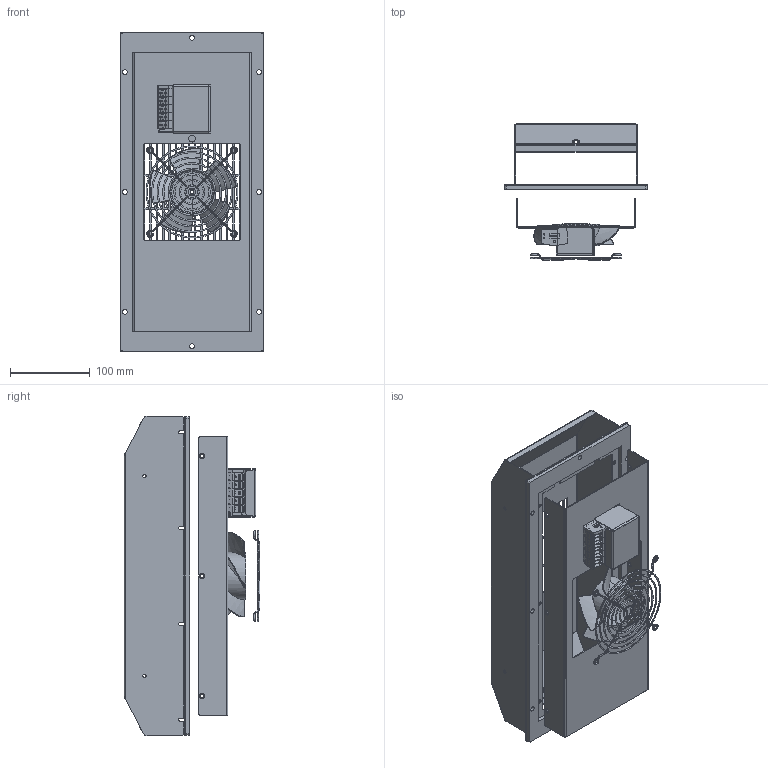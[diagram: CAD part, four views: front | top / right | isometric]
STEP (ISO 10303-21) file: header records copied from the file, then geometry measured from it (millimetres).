
FILE_DESCRIPTION((''),'2;1');
FILE_NAME('TG3200-2023_ASM_1_ASM','2024-02-07T13:59:02',('alexcam'),(''),'CREO PARAMETRIC BY PTC INC, 2023294','CREO PARAMETRIC BY PTC INC, 2023294','');
FILE_SCHEMA(('AUTOMOTIVE_DESIGN { 1 0 10303 214 1 1 1 1 }'));
Products named in the file (18): TG3200_AMBIENT_BASE_SEAL2_1; TG3200_NEWASSY_AMB_INS_1; TG3200_AMB_HS_ASSY_ASM_1_ASM; 4114NXHHU_HOUSING_1; 4114NXHHU_IMPELLER_1; 4114NXHHU_ASM_1_ASM; FINGER_GUARD_119X119_AXIAL_FAN_; TG3200_INT_HS_ASSY_ASM_1_ASM; TG3200_INTERNAL_DEFLECTOR_1; TG3200_WIRE_COVER_1; SUPU_MINI-TERMINAL_BLOCK_254_1; SUPU_END_PLATE_254SERIES_1; SUPU_254_MINI-TERMINAL_BLOCK_5P_ASM; TG3152-3200_PWR_LABEL_1; TG3200_INTERNAL_DEFLECTOR_ASM_1_ASM; TG3200_RHSTYLE2_AMB_CVR_1; TG3200_AMB_COVER_ASM_1_ASM; TG3200-2023_ASM_1_ASM
Assembly tree (21 placements, depth 4):
  TG3200-2023_ASM_1_ASM
    TG3200_AMB_HS_ASSY_ASM_1_ASM
      TG3200_AMBIENT_BASE_SEAL2_1
      TG3200_NEWASSY_AMB_INS_1
    TG3200_INT_HS_ASSY_ASM_1_ASM
      4114NXHHU_ASM_1_ASM
        4114NXHHU_HOUSING_1
        4114NXHHU_IMPELLER_1
      FINGER_GUARD_119X119_AXIAL_FAN_
    TG3200_INTERNAL_DEFLECTOR_ASM_1_ASM
      TG3200_INTERNAL_DEFLECTOR_1
      TG3200_WIRE_COVER_1
      SUPU_254_MINI-TERMINAL_BLOCK_5P_ASM
        SUPU_MINI-TERMINAL_BLOCK_254_1  x5
        SUPU_END_PLATE_254SERIES_1
      TG3152-3200_PWR_LABEL_1
    TG3200_AMB_COVER_ASM_1_ASM
      TG3200_RHSTYLE2_AMB_CVR_1
Bounding box: 180 x 169.95 x 400 mm (x, y, z)
Volume: 375244 mm3; surface area: 546306.6 mm2
Topology: 14 solids, 19 shells, 8775 faces, 24778 edges, 16342 vertices
Faces by surface type: plane 7108, cylinder 787, torus 268, extrusion 263, bspline 173, cone 144, sphere 32
Entity records: 123926 total; most frequent: CARTESIAN_POINT 28710, ORIENTED_EDGE 17772, DIRECTION 15235, EDGE_CURVE 8886, VECTOR 6767, LINE 6596, VERTEX_POINT 5838, PRESENTATION_STYLE_ASSIGNMENT 4316
